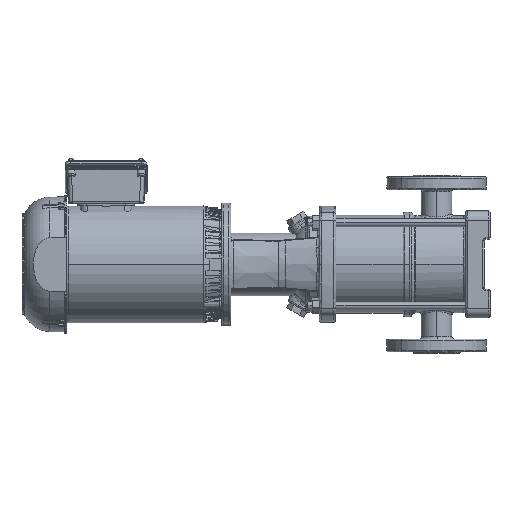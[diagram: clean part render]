
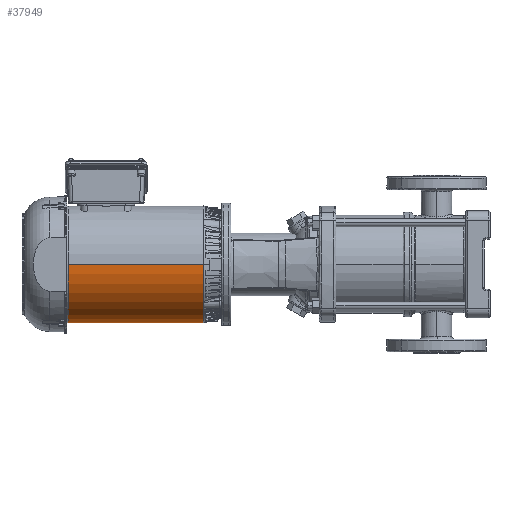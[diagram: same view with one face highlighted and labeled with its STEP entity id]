
A CAD part, left-side view. The second image highlights one B-rep face of the part: STEP entity #37949.
In plain terms, the highlighted cylindrical face has radius 81.875 mm (diameter 163.75 mm), a partial arc.
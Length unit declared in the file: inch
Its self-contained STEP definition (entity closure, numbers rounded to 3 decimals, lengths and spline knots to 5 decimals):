
#1202 = AXIS2_PLACEMENT_3D ( 'NONE', #1635, #92246, #34928 ) ;
#1635 = CARTESIAN_POINT ( 'NONE',  ( 24.31167, -0.55125, 0. ) ) ;
#1890 = EDGE_CURVE ( 'NONE', #51806, #41546, #100577, .T. ) ;
#4866 = CARTESIAN_POINT ( 'NONE',  ( -4.24411, -0.55125, 0. ) ) ;
#11171 = VERTEX_POINT ( 'NONE', #66643 ) ;
#16944 = CYLINDRICAL_SURFACE ( 'NONE', #1202, 3.22343 ) ;
#20451 = EDGE_CURVE ( 'NONE', #66010, #41546, #99644, .T. ) ;
#22100 = AXIS2_PLACEMENT_3D ( 'NONE', #4866, #53464, #61667 ) ;
#24627 = DIRECTION ( 'NONE',  ( 0., 1., 0. ) ) ;
#29226 = ORIENTED_EDGE ( 'NONE', *, *, #1890, .F. ) ;
#33903 = CARTESIAN_POINT ( 'NONE',  ( 3.23621, -0.55125, 0. ) ) ;
#34928 = DIRECTION ( 'NONE',  ( 0., 0., 1. ) ) ;
#36522 = VECTOR ( 'NONE', #75988, 39.37008 ) ;
#37949 = ADVANCED_FACE ( 'NONE', ( #91715 ), #16944, .T. ) ;
#41028 = ORIENTED_EDGE ( 'NONE', *, *, #89097, .T. ) ;
#41546 = VERTEX_POINT ( 'NONE', #61677 ) ;
#48343 = EDGE_CURVE ( 'NONE', #66010, #11171, #51918, .T. ) ;
#49151 = ORIENTED_EDGE ( 'NONE', *, *, #20451, .T. ) ;
#50778 = AXIS2_PLACEMENT_3D ( 'NONE', #33903, #60070, #24627 ) ;
#51806 = VERTEX_POINT ( 'NONE', #83898 ) ;
#51918 = LINE ( 'NONE', #92856, #78379 ) ;
#53464 = DIRECTION ( 'NONE',  ( 1., 0., 0. ) ) ;
#54984 = CIRCLE ( 'NONE', #22100, 3.22343 ) ;
#60070 = DIRECTION ( 'NONE',  ( -1., 0., 0. ) ) ;
#60630 = EDGE_LOOP ( 'NONE', ( #85765, #49151, #29226, #41028 ) ) ;
#61667 = DIRECTION ( 'NONE',  ( 0., 0., -1. ) ) ;
#61677 = CARTESIAN_POINT ( 'NONE',  ( 3.23621, -3.77467, 0. ) ) ;
#65750 = DIRECTION ( 'NONE',  ( -1., 0., 0. ) ) ;
#66010 = VERTEX_POINT ( 'NONE', #66903 ) ;
#66643 = CARTESIAN_POINT ( 'NONE',  ( -4.24411, -0.55125, -3.22343 ) ) ;
#66903 = CARTESIAN_POINT ( 'NONE',  ( 3.23621, -0.55125, -3.22343 ) ) ;
#75988 = DIRECTION ( 'NONE',  ( 1., 0., 0. ) ) ;
#78379 = VECTOR ( 'NONE', #65750, 39.37008 ) ;
#82577 = CARTESIAN_POINT ( 'NONE',  ( 24.31167, -3.77467, 0. ) ) ;
#83898 = CARTESIAN_POINT ( 'NONE',  ( -4.24411, -3.77467, 0. ) ) ;
#85765 = ORIENTED_EDGE ( 'NONE', *, *, #48343, .F. ) ;
#89097 = EDGE_CURVE ( 'NONE', #51806, #11171, #54984, .T. ) ;
#91715 = FACE_OUTER_BOUND ( 'NONE', #60630, .T. ) ;
#92246 = DIRECTION ( 'NONE',  ( -1., 0., 0. ) ) ;
#92856 = CARTESIAN_POINT ( 'NONE',  ( 24.31167, -0.55125, -3.22343 ) ) ;
#99644 = CIRCLE ( 'NONE', #50778, 3.22343 ) ;
#100577 = LINE ( 'NONE', #82577, #36522 ) ;
